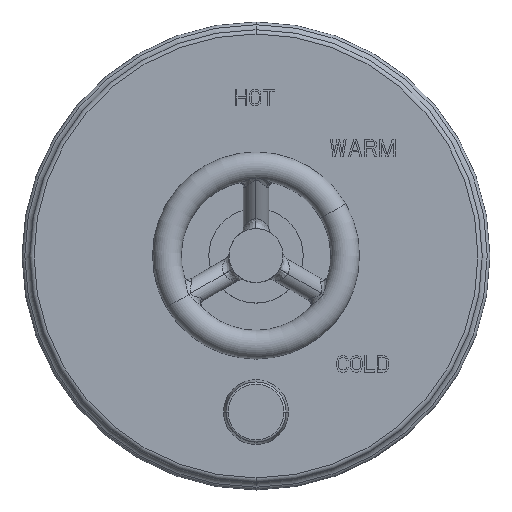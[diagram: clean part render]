
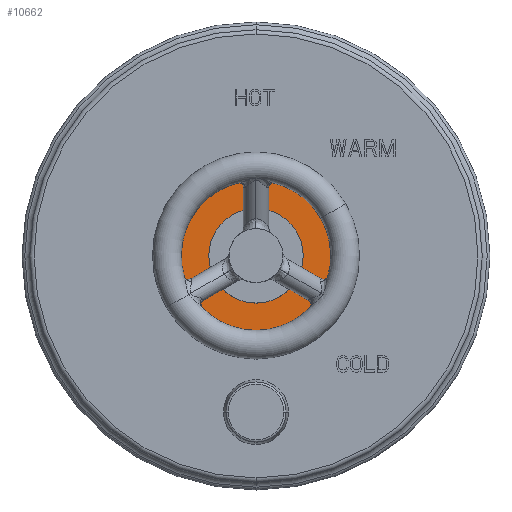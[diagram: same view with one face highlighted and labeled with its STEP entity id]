
A CAD part, top view. The second image highlights one B-rep face of the part: STEP entity #10662.
In plain terms, the highlighted planar face has unit normal (0, 0, 1).
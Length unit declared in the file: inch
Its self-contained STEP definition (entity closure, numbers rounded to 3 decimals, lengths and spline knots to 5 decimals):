
#3246=CARTESIAN_POINT('',(0.,0.,0.688));
#3247=DIRECTION('',(0.,0.,-1.));
#3248=DIRECTION('',(0.866,0.5,0.));
#3249=AXIS2_PLACEMENT_3D('',#3246,#3247,#3248);
#3255=CARTESIAN_POINT('',(0.,0.,0.688));
#3256=DIRECTION('',(0.,0.,1.));
#3257=DIRECTION('',(0.866,0.5,0.));
#3258=AXIS2_PLACEMENT_3D('',#3255,#3256,#3257);
#3264=CARTESIAN_POINT('',(0.,0.,0.688));
#3265=DIRECTION('',(0.,0.,-1.));
#3266=DIRECTION('',(-0.866,-0.5,0.));
#3267=AXIS2_PLACEMENT_3D('',#3264,#3265,#3266);
#3269=CARTESIAN_POINT('',(0.,0.,0.688));
#3270=DIRECTION('',(0.,0.,-1.));
#3271=DIRECTION('',(0.866,0.5,0.));
#3272=AXIS2_PLACEMENT_3D('',#3269,#3270,#3271);
#5748=CARTESIAN_POINT('',(1.02841,0.59375,0.688));
#5749=CARTESIAN_POINT('',(-1.02841,-0.59375,0.688));
#5750=VERTEX_POINT('',#5748);
#5751=VERTEX_POINT('',#5749);
#5764=CARTESIAN_POINT('',(-0.56833,-0.32813,0.688));
#5765=CARTESIAN_POINT('',(0.56833,0.32813,0.688));
#5766=VERTEX_POINT('',#5764);
#5767=VERTEX_POINT('',#5765);
#10647=CARTESIAN_POINT('',(0.,0.,0.688));
#10648=DIRECTION('',(0.,0.,-1.));
#10649=DIRECTION('',(-0.866,-0.5,0.));
#10650=AXIS2_PLACEMENT_3D('',#10647,#10648,#10649);
#10651=PLANE('',#10650);
#10652=ORIENTED_EDGE('',*,*,#10641,.F.);
#10653=ORIENTED_EDGE('',*,*,#10627,.T.);
#10654=EDGE_LOOP('',(#10652,#10653));
#10655=FACE_OUTER_BOUND('',#10654,.F.);
#10657=ORIENTED_EDGE('',*,*,#10656,.F.);
#10659=ORIENTED_EDGE('',*,*,#10658,.F.);
#10660=EDGE_LOOP('',(#10657,#10659));
#10661=FACE_BOUND('',#10660,.F.);
#10662=ADVANCED_FACE('',(#10655,#10661),#10651,.F.);
#3250=CIRCLE('',#3249,1.1875);
#3259=CIRCLE('',#3258,1.1875);
#3268=CIRCLE('',#3267,0.65625);
#3273=CIRCLE('',#3272,0.65625);
#10627=EDGE_CURVE('',#5750,#5751,#3250,.T.);
#10641=EDGE_CURVE('',#5750,#5751,#3259,.T.);
#10656=EDGE_CURVE('',#5766,#5767,#3268,.T.);
#10658=EDGE_CURVE('',#5767,#5766,#3273,.T.);
